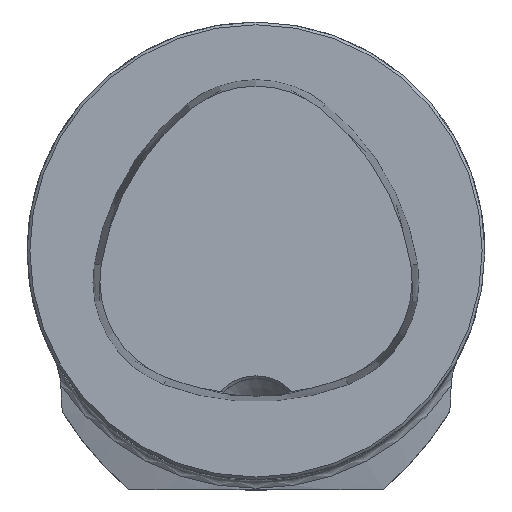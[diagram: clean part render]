
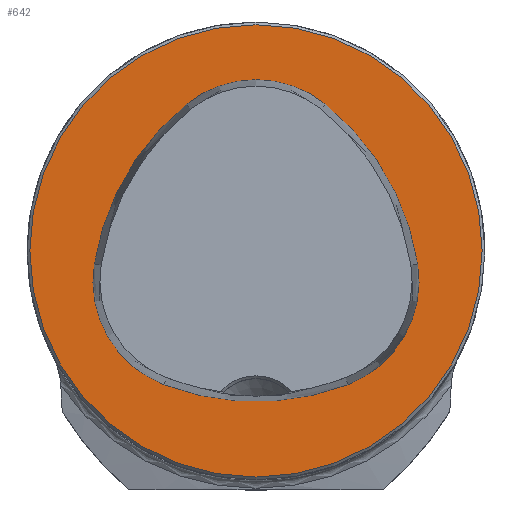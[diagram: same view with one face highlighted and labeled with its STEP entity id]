
A CAD part, top view. The second image highlights one B-rep face of the part: STEP entity #642.
In plain terms, the highlighted planar face has unit normal (0, 0, 1).
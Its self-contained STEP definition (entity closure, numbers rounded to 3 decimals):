
#128=FACE_BOUND('',#891,.T.);
#129=FACE_BOUND('',#892,.T.);
#221=PLANE('',#2387);
#642=ADVANCED_FACE('CU_FL_N1_SU_1',(#128,#129),#221,.T.);
#891=EDGE_LOOP('',(#1259,#1260,#1261,#1262,#1263,#1264));
#892=EDGE_LOOP('',(#1265));
#1259=ORIENTED_EDGE('',*,*,#2060,.F.);
#1260=ORIENTED_EDGE('',*,*,#2061,.F.);
#1261=ORIENTED_EDGE('',*,*,#2062,.F.);
#1262=ORIENTED_EDGE('',*,*,#2063,.F.);
#1263=ORIENTED_EDGE('',*,*,#2057,.F.);
#1264=ORIENTED_EDGE('',*,*,#2064,.F.);
#1265=ORIENTED_EDGE('',*,*,#2065,.T.);
#1826=VERTEX_POINT('',#3722);
#1827=VERTEX_POINT('',#3724);
#1829=VERTEX_POINT('',#3730);
#1830=VERTEX_POINT('',#3731);
#1831=VERTEX_POINT('',#3733);
#1832=VERTEX_POINT('',#3735);
#1833=VERTEX_POINT('',#3739);
#2057=EDGE_CURVE('',#1826,#1827,#2242,.T.);
#2060=EDGE_CURVE('',#1829,#1830,#2244,.T.);
#2061=EDGE_CURVE('',#1831,#1829,#2245,.T.);
#2062=EDGE_CURVE('',#1832,#1831,#2246,.T.);
#2063=EDGE_CURVE('',#1827,#1832,#2247,.T.);
#2064=EDGE_CURVE('',#1830,#1826,#2248,.T.);
#2065=EDGE_CURVE('',#1833,#1833,#2249,.T.);
#2242=CIRCLE('',#2378,28.075);
#2244=CIRCLE('',#2381,28.075);
#2245=CIRCLE('',#2382,12.075);
#2246=CIRCLE('',#2383,28.075);
#2247=CIRCLE('',#2384,12.075);
#2248=CIRCLE('',#2385,12.075);
#2249=CIRCLE('',#2386,24.7);
#2378=AXIS2_PLACEMENT_3D('',#3723,#2695,#2696);
#2381=AXIS2_PLACEMENT_3D('',#3729,#2702,#2703);
#2382=AXIS2_PLACEMENT_3D('',#3732,#2704,#2705);
#2383=AXIS2_PLACEMENT_3D('',#3734,#2706,#2707);
#2384=AXIS2_PLACEMENT_3D('',#3736,#2708,#2709);
#2385=AXIS2_PLACEMENT_3D('',#3737,#2710,#2711);
#2386=AXIS2_PLACEMENT_3D('',#3738,#2712,#2713);
#2387=AXIS2_PLACEMENT_3D('',#3740,#2714,#2715);
#2695=DIRECTION('',(0.,0.,1.));
#2696=DIRECTION('',(1.,0.,0.));
#2702=DIRECTION('',(0.,0.,1.));
#2703=DIRECTION('',(1.,0.,0.));
#2704=DIRECTION('',(0.,0.,1.));
#2705=DIRECTION('',(1.,0.,0.));
#2706=DIRECTION('',(0.,0.,1.));
#2707=DIRECTION('',(1.,0.,0.));
#2708=DIRECTION('',(0.,0.,1.));
#2709=DIRECTION('',(1.,0.,0.));
#2710=DIRECTION('',(0.,0.,1.));
#2711=DIRECTION('',(1.,0.,0.));
#2712=DIRECTION('',(0.,0.,1.));
#2713=DIRECTION('',(1.,0.,0.));
#2714=DIRECTION('',(0.,0.,1.));
#2715=DIRECTION('',(1.,0.,0.));
#3722=CARTESIAN_POINT('',(-10.05,-14.595,0.));
#3723=CARTESIAN_POINT('',(0.,11.62,0.));
#3724=CARTESIAN_POINT('',(10.05,-14.595,0.));
#3729=CARTESIAN_POINT('',(10.078,-5.807,0.));
#3730=CARTESIAN_POINT('',(-7.606,15.999,0.));
#3731=CARTESIAN_POINT('',(-17.656,-1.443,0.));
#3732=CARTESIAN_POINT('',(0.,6.62,0.));
#3733=CARTESIAN_POINT('',(7.606,15.999,0.));
#3734=CARTESIAN_POINT('',(-10.078,-5.807,0.));
#3735=CARTESIAN_POINT('',(17.656,-1.443,0.));
#3736=CARTESIAN_POINT('',(5.727,-3.32,0.));
#3737=CARTESIAN_POINT('',(-5.727,-3.32,0.));
#3738=CARTESIAN_POINT('',(0.,0.,0.));
#3739=CARTESIAN_POINT('',(24.7,0.,0.));
#3740=CARTESIAN_POINT('',(0.,0.,0.));
